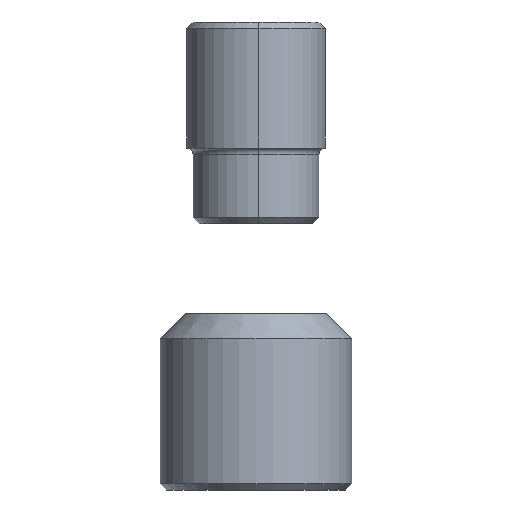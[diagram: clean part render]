
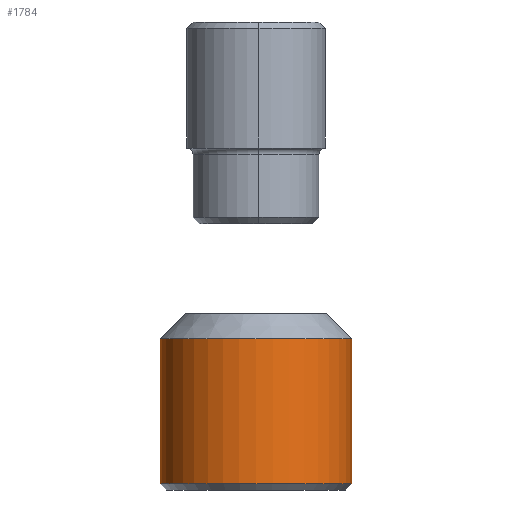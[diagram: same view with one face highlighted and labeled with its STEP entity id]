
A CAD part, front view. The second image highlights one B-rep face of the part: STEP entity #1784.
In plain terms, the highlighted cylindrical face has radius 7.6 mm (diameter 15.2 mm), a partial arc.
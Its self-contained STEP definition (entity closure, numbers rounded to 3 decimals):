
#167 = CARTESIAN_POINT ( 'NONE',  ( -7.6, 0., 12. ) ) ;
#194 = DIRECTION ( 'NONE',  ( -1., 0., 0. ) ) ;
#195 = DIRECTION ( 'NONE',  ( 0., 0., -1. ) ) ;
#216 = FACE_OUTER_BOUND ( 'NONE', #1576, .T. ) ;
#251 = VECTOR ( 'NONE', #1712, 1000. ) ;
#323 = DIRECTION ( 'NONE',  ( 0., 0., 1. ) ) ;
#349 = CARTESIAN_POINT ( 'NONE',  ( -7.6, 0., 14. ) ) ;
#352 = CIRCLE ( 'NONE', #855, 7.6 ) ;
#354 = EDGE_CURVE ( 'NONE', #838, #1968, #1660, .T. ) ;
#379 = CARTESIAN_POINT ( 'NONE',  ( -7.6, 0., 0.5 ) ) ;
#402 = DIRECTION ( 'NONE',  ( 1., 0., 0. ) ) ;
#444 = AXIS2_PLACEMENT_3D ( 'NONE', #1555, #700, #402 ) ;
#517 = VERTEX_POINT ( 'NONE', #2073 ) ;
#532 = CARTESIAN_POINT ( 'NONE',  ( 7.6, 0., 14. ) ) ;
#635 = ORIENTED_EDGE ( 'NONE', *, *, #1608, .F. ) ;
#661 = DIRECTION ( 'NONE',  ( 1., 0., 0. ) ) ;
#700 = DIRECTION ( 'NONE',  ( 0., 0., -1. ) ) ;
#761 = EDGE_CURVE ( 'NONE', #1968, #1794, #352, .T. ) ;
#803 = CARTESIAN_POINT ( 'NONE',  ( 0., 0., 0.5 ) ) ;
#838 = VERTEX_POINT ( 'NONE', #167 ) ;
#855 = AXIS2_PLACEMENT_3D ( 'NONE', #803, #323, #661 ) ;
#870 = ORIENTED_EDGE ( 'NONE', *, *, #354, .T. ) ;
#926 = CIRCLE ( 'NONE', #444, 7.6 ) ;
#1524 = DIRECTION ( 'NONE',  ( 0., 0., -1. ) ) ;
#1555 = CARTESIAN_POINT ( 'NONE',  ( 0., 0., 12. ) ) ;
#1559 = CYLINDRICAL_SURFACE ( 'NONE', #1781, 7.6 ) ;
#1576 = EDGE_LOOP ( 'NONE', ( #635, #1693, #870, #1716 ) ) ;
#1577 = VECTOR ( 'NONE', #195, 1000. ) ;
#1608 = EDGE_CURVE ( 'NONE', #517, #1794, #2021, .T. ) ;
#1660 = LINE ( 'NONE', #349, #251 ) ;
#1677 = CARTESIAN_POINT ( 'NONE',  ( 0., 0., 14. ) ) ;
#1693 = ORIENTED_EDGE ( 'NONE', *, *, #1895, .T. ) ;
#1712 = DIRECTION ( 'NONE',  ( 0., 0., -1. ) ) ;
#1716 = ORIENTED_EDGE ( 'NONE', *, *, #761, .T. ) ;
#1781 = AXIS2_PLACEMENT_3D ( 'NONE', #1677, #1524, #194 ) ;
#1784 = ADVANCED_FACE ( 'NONE', ( #216 ), #1559, .T. ) ;
#1794 = VERTEX_POINT ( 'NONE', #1858 ) ;
#1858 = CARTESIAN_POINT ( 'NONE',  ( 7.6, 0., 0.5 ) ) ;
#1895 = EDGE_CURVE ( 'NONE', #517, #838, #926, .T. ) ;
#1968 = VERTEX_POINT ( 'NONE', #379 ) ;
#2021 = LINE ( 'NONE', #532, #1577 ) ;
#2073 = CARTESIAN_POINT ( 'NONE',  ( 7.6, 0., 12. ) ) ;
